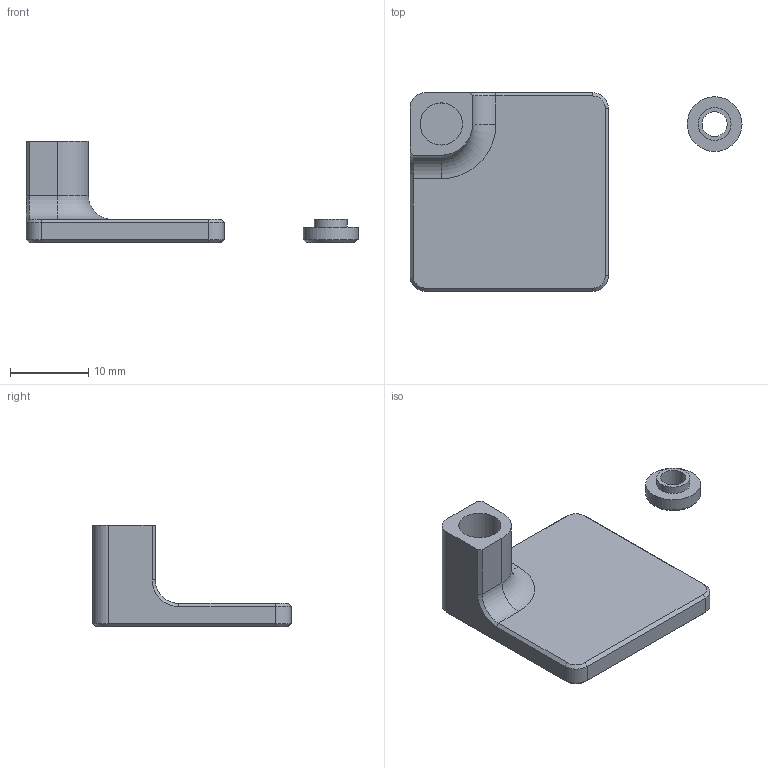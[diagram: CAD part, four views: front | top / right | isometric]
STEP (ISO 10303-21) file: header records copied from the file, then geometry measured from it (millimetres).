
FILE_DESCRIPTION(/* description */ (''),/* implementation_level */ '2;1');
FILE_NAME(/* name */ 'Board_post v6.step',/* time_stamp */ '2020-09-24T11:22:36-07:00',/* author */ (''),/* organization */ (''),/* preprocessor_version */ 'ST-DEVELOPER v18.1',/* originating_system */ 'Autodesk Translation Framework v9.3.0.1241',/* authorisation */ '');
FILE_SCHEMA (('AUTOMOTIVE_DESIGN { 1 0 10303 214 3 1 1 }'));
Length unit declared in the file: millimetre
Products named in the file (1): Board_post
Bounding box: 42.5 x 25.4 x 13 mm (x, y, z)
Volume: 2417.9 mm3; surface area: 2090.3 mm2
Topology: 2 solids, 2 shells, 45 faces, 96 edges, 57 vertices
Faces by surface type: plane 23, cylinder 11, cone 10, torus 1
Full cylindrical faces by diameter (mm): 3.2 x1, 4.2 x1, 5.4 x1, 7 x1
Entity records: 1231 total; most frequent: DIRECTION 221, CARTESIAN_POINT 199, ORIENTED_EDGE 192, EDGE_CURVE 96, AXIS2_PLACEMENT_3D 79, LINE 63, VECTOR 63, VERTEX_POINT 57
